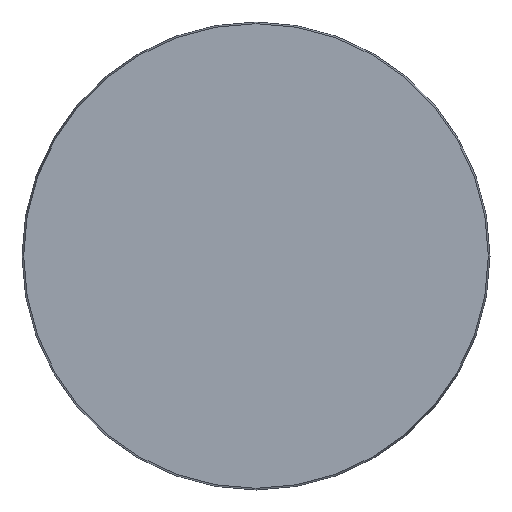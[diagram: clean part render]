
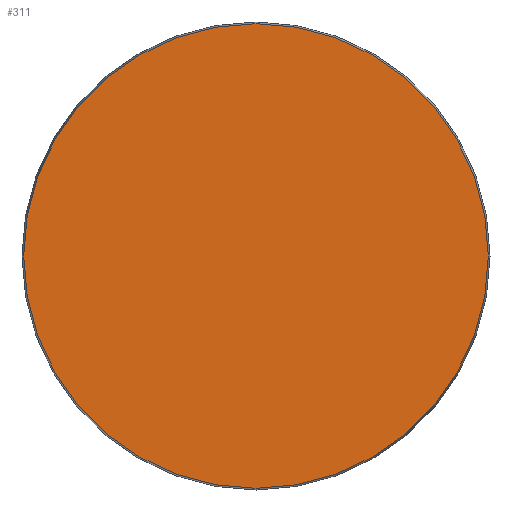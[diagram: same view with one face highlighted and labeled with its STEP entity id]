
A CAD part, front view. The second image highlights one B-rep face of the part: STEP entity #311.
In plain terms, the highlighted planar face has unit normal (0, -1, 0).
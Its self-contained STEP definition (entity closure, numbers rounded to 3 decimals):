
#10 = DIRECTION ( 'NONE',  ( 0., 1., 0. ) ) ;
#38 = CIRCLE ( 'NONE', #118, 78.425 ) ;
#71 = EDGE_LOOP ( 'NONE', ( #138 ) ) ;
#118 = AXIS2_PLACEMENT_3D ( 'NONE', #468, #335, #503 ) ;
#138 = ORIENTED_EDGE ( 'NONE', *, *, #173, .T. ) ;
#173 = EDGE_CURVE ( 'NONE', #364, #364, #38, .T. ) ;
#263 = PLANE ( 'NONE',  #529 ) ;
#300 = FACE_OUTER_BOUND ( 'NONE', #71, .T. ) ;
#311 = ADVANCED_FACE ( 'NONE', ( #300 ), #263, .F. ) ;
#335 = DIRECTION ( 'NONE',  ( 0., -1., 0. ) ) ;
#360 = CARTESIAN_POINT ( 'NONE',  ( 0., 0., -78.425 ) ) ;
#364 = VERTEX_POINT ( 'NONE', #360 ) ;
#388 = CARTESIAN_POINT ( 'NONE',  ( -78.425, 0., 0. ) ) ;
#434 = DIRECTION ( 'NONE',  ( 0., 0., 1. ) ) ;
#468 = CARTESIAN_POINT ( 'NONE',  ( 0., 0., 0. ) ) ;
#503 = DIRECTION ( 'NONE',  ( 0., 0., -1. ) ) ;
#529 = AXIS2_PLACEMENT_3D ( 'NONE', #388, #10, #434 ) ;
